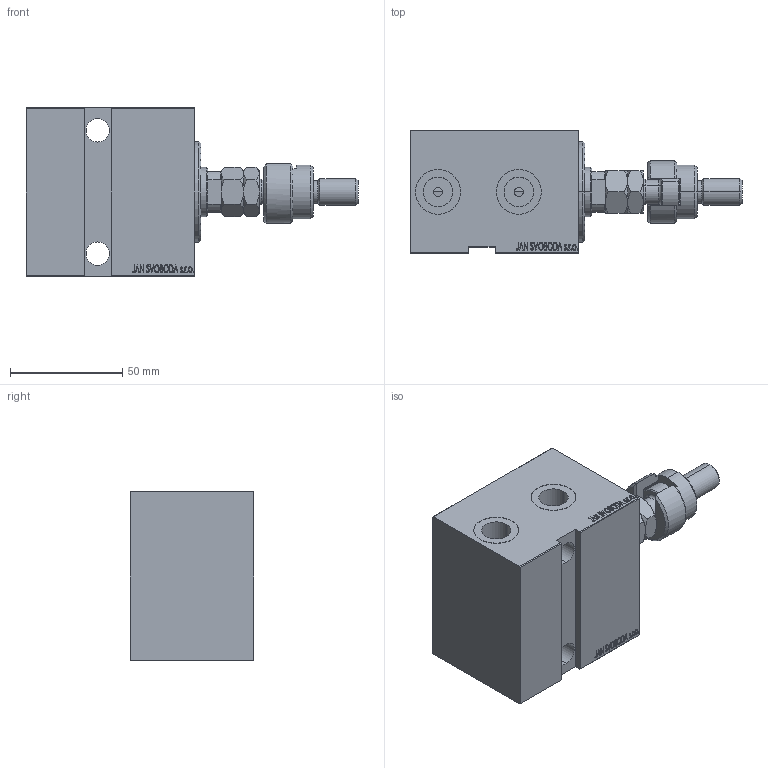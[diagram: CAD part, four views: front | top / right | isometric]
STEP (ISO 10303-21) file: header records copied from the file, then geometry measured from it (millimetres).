
FILE_DESCRIPTION (( 'STEP AP203' ), '1' );
FILE_NAME ('7dd7.STEP', '2022-04-17T10:15:23', ( '' ), ( '' ), 'SwSTEP 2.0', 'SolidWorks 2019', '' );
FILE_SCHEMA (( 'CONFIG_CONTROL_DESIGN' ));
Length unit declared in the file: millimetre
Products named in the file (7): 7dd7; MFA 20926cd43d3401b9a6a81b337fe2c8c9; V450CM_E_Body 20926cd43d3401b9a6a81b337fe2c8c9; V450CM_VC_B 20926cd43d3401b9a6a81b337fe2c8c9; V450CM_E_VCP 20926cd43d3401b9a6a81b337fe2c8c9; DFA 20926cd43d3401b9a6a81b337fe2c8c9; FEMALE_PART_FOR_DFA 20926cd43d3401b9a6a81b337fe2c8c9
Assembly tree (6 placements, depth 3):
  7dd7
    V450CM_E_Body 20926cd43d3401b9a6a81b337fe2c8c9
    V450CM_E_VCP 20926cd43d3401b9a6a81b337fe2c8c9
    V450CM_VC_B 20926cd43d3401b9a6a81b337fe2c8c9
    DFA 20926cd43d3401b9a6a81b337fe2c8c9
      FEMALE_PART_FOR_DFA 20926cd43d3401b9a6a81b337fe2c8c9
      MFA 20926cd43d3401b9a6a81b337fe2c8c9
Bounding box: 148 x 55 x 75 mm (x, y, z)
Volume: 296938.9 mm3; surface area: 62507.5 mm2
Topology: 5 solids, 5 shells, 949 faces, 2406 edges, 1578 vertices
Faces by surface type: plane 442, bspline 380, cylinder 69, cone 54, torus 4
Entity records: 46305 total; most frequent: CARTESIAN_POINT 25259, ORIENTED_EDGE 4808, DIRECTION 2926, EDGE_CURVE 2404, VERTEX_POINT 1578, LINE 1380, VECTOR 1380, EDGE_LOOP 1074
